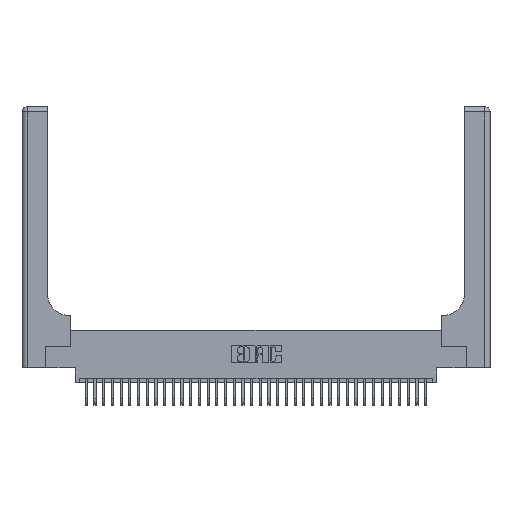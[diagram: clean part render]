
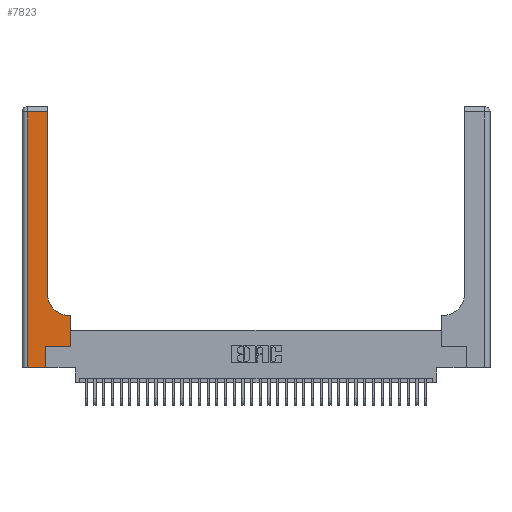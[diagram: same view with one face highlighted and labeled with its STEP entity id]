
A CAD part, top view. The second image highlights one B-rep face of the part: STEP entity #7823.
In plain terms, the highlighted planar face has unit normal (0, 0, 1).
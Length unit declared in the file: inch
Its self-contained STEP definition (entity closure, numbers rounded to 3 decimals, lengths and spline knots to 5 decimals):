
#180 = EDGE_CURVE ( 'NONE', #18257, #1397, #10657, .T. ) ;
#731 = CARTESIAN_POINT ( 'NONE',  ( 0.5585, 0.25, 0.37 ) ) ;
#1370 = EDGE_CURVE ( 'NONE', #1639, #18257, #2742, .T. ) ;
#1397 = VERTEX_POINT ( 'NONE', #6278 ) ;
#1499 = DIRECTION ( 'NONE',  ( 0., 1., 0. ) ) ;
#1639 = VERTEX_POINT ( 'NONE', #32113 ) ;
#1958 = ORIENTED_EDGE ( 'NONE', *, *, #5776, .T. ) ;
#2094 = FACE_OUTER_BOUND ( 'NONE', #7709, .T. ) ;
#2347 = DIRECTION ( 'NONE',  ( 0., 1., 0. ) ) ;
#2527 = ORIENTED_EDGE ( 'NONE', *, *, #1370, .T. ) ;
#2742 = LINE ( 'NONE', #8932, #23903 ) ;
#3206 = EDGE_CURVE ( 'NONE', #27248, #30548, #14406, .T. ) ;
#3941 = CARTESIAN_POINT ( 'NONE',  ( 0.2915, 2.94, 0.37 ) ) ;
#4303 = CARTESIAN_POINT ( 'NONE',  ( 0.269, 0., 0.37 ) ) ;
#4606 = LINE ( 'NONE', #6878, #19316 ) ;
#4817 = CARTESIAN_POINT ( 'NONE',  ( 0., 0., 0.37 ) ) ;
#5057 = CARTESIAN_POINT ( 'NONE',  ( 0.5415, 0.6, 0.37 ) ) ;
#5267 = VERTEX_POINT ( 'NONE', #17655 ) ;
#5296 = CARTESIAN_POINT ( 'NONE',  ( 0.269, 0., 0.37 ) ) ;
#5361 = EDGE_CURVE ( 'NONE', #20757, #1639, #21321, .T. ) ;
#5707 = CARTESIAN_POINT ( 'NONE',  ( 0., 3., 0.37 ) ) ;
#5776 = EDGE_CURVE ( 'NONE', #30548, #26697, #23870, .T. ) ;
#6156 = DIRECTION ( 'NONE',  ( 1., 0., 0. ) ) ;
#6278 = CARTESIAN_POINT ( 'NONE',  ( 0.5585, 0.6, 0.37 ) ) ;
#6348 = ORIENTED_EDGE ( 'NONE', *, *, #5361, .T. ) ;
#6449 = LINE ( 'NONE', #4817, #19394 ) ;
#6878 = CARTESIAN_POINT ( 'NONE',  ( 0.2915, 0.6, 0.37 ) ) ;
#7709 = EDGE_LOOP ( 'NONE', ( #14091, #26933, #1958, #9831, #6348, #2527, #13904, #26635, #19689 ) ) ;
#7823 = ADVANCED_FACE ( 'NONE', ( #2094 ), #16742, .F. ) ;
#8049 = CARTESIAN_POINT ( 'NONE',  ( 0., 2.94, 0.37 ) ) ;
#8191 = EDGE_CURVE ( 'NONE', #26697, #20757, #6449, .T. ) ;
#8497 = DIRECTION ( 'NONE',  ( -1., 0., 0. ) ) ;
#8932 = CARTESIAN_POINT ( 'NONE',  ( 0.269, 0.25, 0.37 ) ) ;
#9831 = ORIENTED_EDGE ( 'NONE', *, *, #8191, .T. ) ;
#9966 = AXIS2_PLACEMENT_3D ( 'NONE', #5707, #24995, #8497 ) ;
#10621 = AXIS2_PLACEMENT_3D ( 'NONE', #13841, #33012, #16602 ) ;
#10657 = LINE ( 'NONE', #731, #24405 ) ;
#13442 = CARTESIAN_POINT ( 'NONE',  ( 0.2915, 3., 0.37 ) ) ;
#13841 = CARTESIAN_POINT ( 'NONE',  ( 0.5415, 0.85, 0.37 ) ) ;
#13904 = ORIENTED_EDGE ( 'NONE', *, *, #180, .T. ) ;
#14091 = ORIENTED_EDGE ( 'NONE', *, *, #14373, .T. ) ;
#14373 = EDGE_CURVE ( 'NONE', #5267, #27248, #19292, .T. ) ;
#14406 = LINE ( 'NONE', #8049, #29808 ) ;
#15780 = EDGE_CURVE ( 'NONE', #25033, #5267, #30333, .T. ) ;
#15875 = DIRECTION ( 'NONE',  ( 1., 0., 0. ) ) ;
#16602 = DIRECTION ( 'NONE',  ( 1., 0., 0. ) ) ;
#16742 = PLANE ( 'NONE',  #9966 ) ;
#17366 = DIRECTION ( 'NONE',  ( 0., 1., 0. ) ) ;
#17655 = CARTESIAN_POINT ( 'NONE',  ( 0.2915, 0.85, 0.37 ) ) ;
#18257 = VERTEX_POINT ( 'NONE', #28661 ) ;
#18298 = EDGE_CURVE ( 'NONE', #1397, #25033, #4606, .T. ) ;
#19292 = LINE ( 'NONE', #13442, #33912 ) ;
#19316 = VECTOR ( 'NONE', #23390, 39.37008 ) ;
#19394 = VECTOR ( 'NONE', #15875, 39.37008 ) ;
#19689 = ORIENTED_EDGE ( 'NONE', *, *, #15780, .T. ) ;
#20757 = VERTEX_POINT ( 'NONE', #5296 ) ;
#21321 = LINE ( 'NONE', #4303, #35097 ) ;
#22876 = CARTESIAN_POINT ( 'NONE',  ( 0.06, 3., 0.37 ) ) ;
#23013 = CARTESIAN_POINT ( 'NONE',  ( 0.06, 2.94, 0.37 ) ) ;
#23390 = DIRECTION ( 'NONE',  ( -1., 0., 0. ) ) ;
#23541 = CARTESIAN_POINT ( 'NONE',  ( 0.06, 0., 0.37 ) ) ;
#23870 = LINE ( 'NONE', #22876, #30287 ) ;
#23903 = VECTOR ( 'NONE', #6156, 39.37008 ) ;
#24405 = VECTOR ( 'NONE', #17366, 39.37008 ) ;
#24995 = DIRECTION ( 'NONE',  ( 0., 0., -1. ) ) ;
#25033 = VERTEX_POINT ( 'NONE', #5057 ) ;
#25626 = DIRECTION ( 'NONE',  ( 0., -1., 0. ) ) ;
#26635 = ORIENTED_EDGE ( 'NONE', *, *, #18298, .T. ) ;
#26697 = VERTEX_POINT ( 'NONE', #23541 ) ;
#26933 = ORIENTED_EDGE ( 'NONE', *, *, #3206, .T. ) ;
#27248 = VERTEX_POINT ( 'NONE', #3941 ) ;
#28661 = CARTESIAN_POINT ( 'NONE',  ( 0.5585, 0.25, 0.37 ) ) ;
#29808 = VECTOR ( 'NONE', #30042, 39.37008 ) ;
#30042 = DIRECTION ( 'NONE',  ( -1., 0., 0. ) ) ;
#30287 = VECTOR ( 'NONE', #25626, 39.37008 ) ;
#30333 = CIRCLE ( 'NONE', #10621, 0.25 ) ;
#30548 = VERTEX_POINT ( 'NONE', #23013 ) ;
#32113 = CARTESIAN_POINT ( 'NONE',  ( 0.269, 0.25, 0.37 ) ) ;
#33012 = DIRECTION ( 'NONE',  ( 0., 0., -1. ) ) ;
#33912 = VECTOR ( 'NONE', #2347, 39.37008 ) ;
#35097 = VECTOR ( 'NONE', #1499, 39.37008 ) ;
